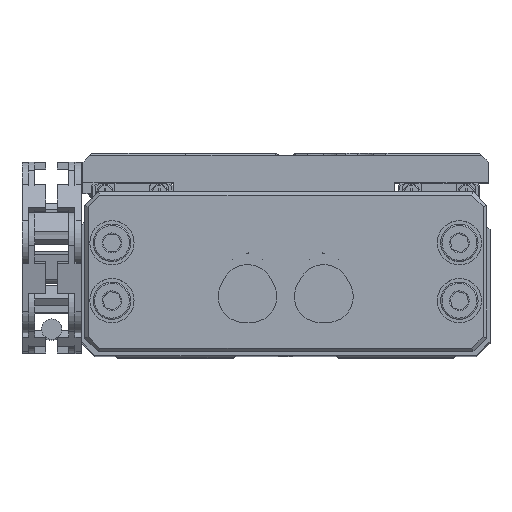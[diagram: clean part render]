
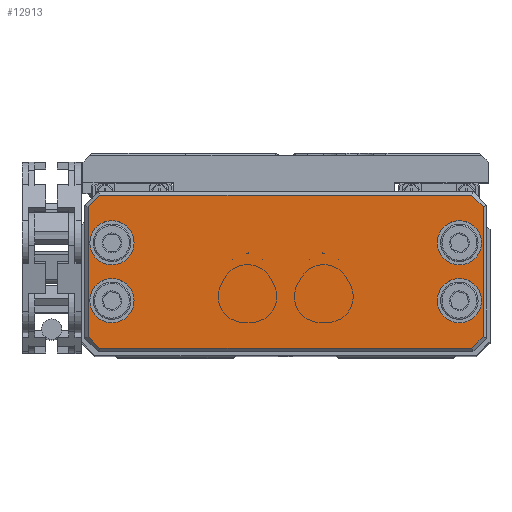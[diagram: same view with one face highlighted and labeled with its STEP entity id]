
A CAD part, top view. The second image highlights one B-rep face of the part: STEP entity #12913.
In plain terms, the highlighted planar face has unit normal (0, 0, 1).
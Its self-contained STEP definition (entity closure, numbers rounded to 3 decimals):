
#146 = VERTEX_POINT ( 'NONE', #14819 ) ;
#147 = VERTEX_POINT ( 'NONE', #29684 ) ;
#335 = EDGE_CURVE ( 'NONE', #147, #40371, #25014, .T. ) ;
#868 = EDGE_CURVE ( 'NONE', #3399, #19963, #14887, .T. ) ;
#1018 = VERTEX_POINT ( 'NONE', #28107 ) ;
#1285 = EDGE_CURVE ( 'NONE', #1018, #24688, #37194, .T. ) ;
#2859 = DIRECTION ( 'NONE',  ( 0., 0., 1. ) ) ;
#3399 = VERTEX_POINT ( 'NONE', #13154 ) ;
#3523 = AXIS2_PLACEMENT_3D ( 'NONE', #22464, #29874, #32914 ) ;
#4649 = CARTESIAN_POINT ( 'NONE',  ( 4., -7.5, 11. ) ) ;
#5102 = DIRECTION ( 'NONE',  ( -0.707, 0.707, 0. ) ) ;
#5464 = AXIS2_PLACEMENT_3D ( 'NONE', #6683, #10206, #45739 ) ;
#5793 = CARTESIAN_POINT ( 'NONE',  ( 55., -7.5, 11. ) ) ;
#6501 = CIRCLE ( 'NONE', #3523, 3.25 ) ;
#6624 = ORIENTED_EDGE ( 'NONE', *, *, #45238, .T. ) ;
#6683 = CARTESIAN_POINT ( 'NONE',  ( 4., -16., 11. ) ) ;
#6782 = VECTOR ( 'NONE', #13710, 1000. ) ;
#7722 = CARTESIAN_POINT ( 'NONE',  ( -10.396, -13.104, 11. ) ) ;
#7873 = ORIENTED_EDGE ( 'NONE', *, *, #1285, .F. ) ;
#8206 = CARTESIAN_POINT ( 'NONE',  ( 7.25, -7.5, 11. ) ) ;
#8835 = LINE ( 'NONE', #16037, #30944 ) ;
#8983 = EDGE_LOOP ( 'NONE', ( #7873, #37904 ) ) ;
#9363 = ORIENTED_EDGE ( 'NONE', *, *, #23679, .T. ) ;
#9945 = CARTESIAN_POINT ( 'NONE',  ( 58.5, -2.207, 11. ) ) ;
#10206 = DIRECTION ( 'NONE',  ( 0., 0., 1. ) ) ;
#10213 = ORIENTED_EDGE ( 'NONE', *, *, #10980, .F. ) ;
#10226 = DIRECTION ( 'NONE',  ( 0., 0., 1. ) ) ;
#10453 = AXIS2_PLACEMENT_3D ( 'NONE', #4649, #23632, #22593 ) ;
#10851 = DIRECTION ( 'NONE',  ( 0., 0., 1. ) ) ;
#10861 = CARTESIAN_POINT ( 'NONE',  ( 57., -23., 11. ) ) ;
#10980 = EDGE_CURVE ( 'NONE', #32834, #12477, #19625, .T. ) ;
#11154 = ORIENTED_EDGE ( 'NONE', *, *, #21601, .T. ) ;
#12086 = ORIENTED_EDGE ( 'NONE', *, *, #44305, .T. ) ;
#12477 = VERTEX_POINT ( 'NONE', #8206 ) ;
#12913 = ADVANCED_FACE ( 'NONE', ( #28718, #14534, #43584, #18481, #28497 ), #18036, .T. ) ;
#12917 = VECTOR ( 'NONE', #5102, 1000. ) ;
#12933 = CARTESIAN_POINT ( 'NONE',  ( 0.5, -21.5, 11. ) ) ;
#13131 = VERTEX_POINT ( 'NONE', #19152 ) ;
#13154 = CARTESIAN_POINT ( 'NONE',  ( 51.75, -16., 11. ) ) ;
#13551 = EDGE_CURVE ( 'NONE', #17042, #147, #23691, .T. ) ;
#13710 = DIRECTION ( 'NONE',  ( 0.707, -0.707, 0. ) ) ;
#13931 = VECTOR ( 'NONE', #19638, 1000. ) ;
#14534 = FACE_BOUND ( 'NONE', #45776, .T. ) ;
#14790 = VECTOR ( 'NONE', #45706, 1000. ) ;
#14819 = CARTESIAN_POINT ( 'NONE',  ( 56.793, -0.5, 11. ) ) ;
#14887 = CIRCLE ( 'NONE', #38647, 3.25 ) ;
#14991 = EDGE_CURVE ( 'NONE', #12477, #32834, #26034, .T. ) ;
#15034 = CARTESIAN_POINT ( 'NONE',  ( 56.793, -23., 11. ) ) ;
#15187 = CARTESIAN_POINT ( 'NONE',  ( 58.25, -7.5, 11. ) ) ;
#16037 = CARTESIAN_POINT ( 'NONE',  ( 2., -0.5, 11. ) ) ;
#17042 = VERTEX_POINT ( 'NONE', #43862 ) ;
#17161 = AXIS2_PLACEMENT_3D ( 'NONE', #26940, #41314, #34566 ) ;
#17409 = AXIS2_PLACEMENT_3D ( 'NONE', #31014, #2859, #20319 ) ;
#17895 = ORIENTED_EDGE ( 'NONE', *, *, #335, .T. ) ;
#18036 = PLANE ( 'NONE',  #22450 ) ;
#18481 = FACE_BOUND ( 'NONE', #45127, .T. ) ;
#18881 = CARTESIAN_POINT ( 'NONE',  ( 58.5, -2., 11. ) ) ;
#18884 = EDGE_LOOP ( 'NONE', ( #22873, #27581 ) ) ;
#19152 = CARTESIAN_POINT ( 'NONE',  ( 51.75, -7.5, 11. ) ) ;
#19581 = EDGE_CURVE ( 'NONE', #44814, #146, #43935, .T. ) ;
#19625 = CIRCLE ( 'NONE', #17409, 3.25 ) ;
#19638 = DIRECTION ( 'NONE',  ( 0., -1., 0. ) ) ;
#19776 = EDGE_CURVE ( 'NONE', #33791, #13131, #35122, .T. ) ;
#19963 = VERTEX_POINT ( 'NONE', #32499 ) ;
#20088 = VECTOR ( 'NONE', #36990, 1000. ) ;
#20266 = AXIS2_PLACEMENT_3D ( 'NONE', #5793, #10226, #27675 ) ;
#20319 = DIRECTION ( 'NONE',  ( 1., 0., 0. ) ) ;
#21601 = EDGE_CURVE ( 'NONE', #40371, #35557, #36085, .T. ) ;
#21999 = DIRECTION ( 'NONE',  ( 1., 0., 0. ) ) ;
#22450 = AXIS2_PLACEMENT_3D ( 'NONE', #42662, #10851, #21999 ) ;
#22464 = CARTESIAN_POINT ( 'NONE',  ( 55., -16., 11. ) ) ;
#22593 = DIRECTION ( 'NONE',  ( 1., 0., 0. ) ) ;
#22873 = ORIENTED_EDGE ( 'NONE', *, *, #19776, .F. ) ;
#22883 = CARTESIAN_POINT ( 'NONE',  ( 0.75, -16., 11. ) ) ;
#23230 = CARTESIAN_POINT ( 'NONE',  ( 0.5, -2.207, 11. ) ) ;
#23240 = VERTEX_POINT ( 'NONE', #29580 ) ;
#23632 = DIRECTION ( 'NONE',  ( 0., 0., 1. ) ) ;
#23679 = EDGE_CURVE ( 'NONE', #23240, #31614, #39547, .T. ) ;
#23691 = LINE ( 'NONE', #34397, #6782 ) ;
#24688 = VERTEX_POINT ( 'NONE', #22883 ) ;
#25014 = LINE ( 'NONE', #10861, #14790 ) ;
#25557 = CIRCLE ( 'NONE', #25588, 3.25 ) ;
#25588 = AXIS2_PLACEMENT_3D ( 'NONE', #29208, #43400, #44294 ) ;
#26034 = CIRCLE ( 'NONE', #10453, 3.25 ) ;
#26746 = DIRECTION ( 'NONE',  ( -1., 0., 0. ) ) ;
#26940 = CARTESIAN_POINT ( 'NONE',  ( 4., -16., 11. ) ) ;
#27431 = CARTESIAN_POINT ( 'NONE',  ( 55., -16., 11. ) ) ;
#27581 = ORIENTED_EDGE ( 'NONE', *, *, #38427, .F. ) ;
#27675 = DIRECTION ( 'NONE',  ( 1., 0., 0. ) ) ;
#28107 = CARTESIAN_POINT ( 'NONE',  ( 7.25, -16., 11. ) ) ;
#28431 = CARTESIAN_POINT ( 'NONE',  ( 28.146, -51.646, 11. ) ) ;
#28497 = FACE_BOUND ( 'NONE', #18884, .T. ) ;
#28718 = FACE_OUTER_BOUND ( 'NONE', #38361, .T. ) ;
#29208 = CARTESIAN_POINT ( 'NONE',  ( 55., -7.5, 11. ) ) ;
#29580 = CARTESIAN_POINT ( 'NONE',  ( 2.207, -0.5, 11. ) ) ;
#29684 = CARTESIAN_POINT ( 'NONE',  ( 2.207, -23., 11. ) ) ;
#29728 = EDGE_CURVE ( 'NONE', #24688, #1018, #45551, .T. ) ;
#29874 = DIRECTION ( 'NONE',  ( 0., 0., 1. ) ) ;
#30212 = ORIENTED_EDGE ( 'NONE', *, *, #14991, .F. ) ;
#30222 = CARTESIAN_POINT ( 'NONE',  ( 39.896, 16.396, 11. ) ) ;
#30559 = LINE ( 'NONE', #12933, #13931 ) ;
#30944 = VECTOR ( 'NONE', #26746, 1000. ) ;
#31014 = CARTESIAN_POINT ( 'NONE',  ( 4., -7.5, 11. ) ) ;
#31103 = CARTESIAN_POINT ( 'NONE',  ( 0.75, -7.5, 11. ) ) ;
#31372 = DIRECTION ( 'NONE',  ( 1., 0., 0. ) ) ;
#31614 = VERTEX_POINT ( 'NONE', #23230 ) ;
#31966 = VECTOR ( 'NONE', #36067, 1000. ) ;
#32253 = EDGE_CURVE ( 'NONE', #35557, #44814, #36553, .T. ) ;
#32499 = CARTESIAN_POINT ( 'NONE',  ( 58.25, -16., 11. ) ) ;
#32834 = VERTEX_POINT ( 'NONE', #31103 ) ;
#32914 = DIRECTION ( 'NONE',  ( 1., 0., 0. ) ) ;
#33791 = VERTEX_POINT ( 'NONE', #15187 ) ;
#33944 = ORIENTED_EDGE ( 'NONE', *, *, #13551, .T. ) ;
#34397 = CARTESIAN_POINT ( 'NONE',  ( 1.354, -22.146, 11. ) ) ;
#34566 = DIRECTION ( 'NONE',  ( 1., 0., 0. ) ) ;
#34881 = ORIENTED_EDGE ( 'NONE', *, *, #868, .F. ) ;
#35122 = CIRCLE ( 'NONE', #20266, 3.25 ) ;
#35557 = VERTEX_POINT ( 'NONE', #39476 ) ;
#35598 = DIRECTION ( 'NONE',  ( 0.707, 0.707, 0. ) ) ;
#36067 = DIRECTION ( 'NONE',  ( -0.707, -0.707, 0. ) ) ;
#36085 = LINE ( 'NONE', #28431, #44340 ) ;
#36553 = LINE ( 'NONE', #18881, #20088 ) ;
#36990 = DIRECTION ( 'NONE',  ( 0., 1., 0. ) ) ;
#37194 = CIRCLE ( 'NONE', #17161, 3.25 ) ;
#37904 = ORIENTED_EDGE ( 'NONE', *, *, #29728, .F. ) ;
#38361 = EDGE_LOOP ( 'NONE', ( #42511, #40398, #12086, #9363, #6624, #33944, #17895, #11154 ) ) ;
#38427 = EDGE_CURVE ( 'NONE', #13131, #33791, #25557, .T. ) ;
#38647 = AXIS2_PLACEMENT_3D ( 'NONE', #27431, #45077, #31372 ) ;
#39476 = CARTESIAN_POINT ( 'NONE',  ( 58.5, -21.293, 11. ) ) ;
#39547 = LINE ( 'NONE', #7722, #31966 ) ;
#40371 = VERTEX_POINT ( 'NONE', #15034 ) ;
#40398 = ORIENTED_EDGE ( 'NONE', *, *, #19581, .T. ) ;
#41314 = DIRECTION ( 'NONE',  ( 0., 0., 1. ) ) ;
#42511 = ORIENTED_EDGE ( 'NONE', *, *, #32253, .T. ) ;
#42662 = CARTESIAN_POINT ( 'NONE',  ( 0., -23.5, 11. ) ) ;
#43400 = DIRECTION ( 'NONE',  ( 0., 0., 1. ) ) ;
#43584 = FACE_BOUND ( 'NONE', #8983, .T. ) ;
#43663 = ORIENTED_EDGE ( 'NONE', *, *, #45101, .F. ) ;
#43862 = CARTESIAN_POINT ( 'NONE',  ( 0.5, -21.293, 11. ) ) ;
#43935 = LINE ( 'NONE', #30222, #12917 ) ;
#44294 = DIRECTION ( 'NONE',  ( 1., 0., 0. ) ) ;
#44305 = EDGE_CURVE ( 'NONE', #146, #23240, #8835, .T. ) ;
#44340 = VECTOR ( 'NONE', #35598, 1000. ) ;
#44814 = VERTEX_POINT ( 'NONE', #9945 ) ;
#45077 = DIRECTION ( 'NONE',  ( 0., 0., 1. ) ) ;
#45101 = EDGE_CURVE ( 'NONE', #19963, #3399, #6501, .T. ) ;
#45127 = EDGE_LOOP ( 'NONE', ( #43663, #34881 ) ) ;
#45238 = EDGE_CURVE ( 'NONE', #31614, #17042, #30559, .T. ) ;
#45551 = CIRCLE ( 'NONE', #5464, 3.25 ) ;
#45706 = DIRECTION ( 'NONE',  ( 1., 0., 0. ) ) ;
#45739 = DIRECTION ( 'NONE',  ( 1., 0., 0. ) ) ;
#45776 = EDGE_LOOP ( 'NONE', ( #30212, #10213 ) ) ;
